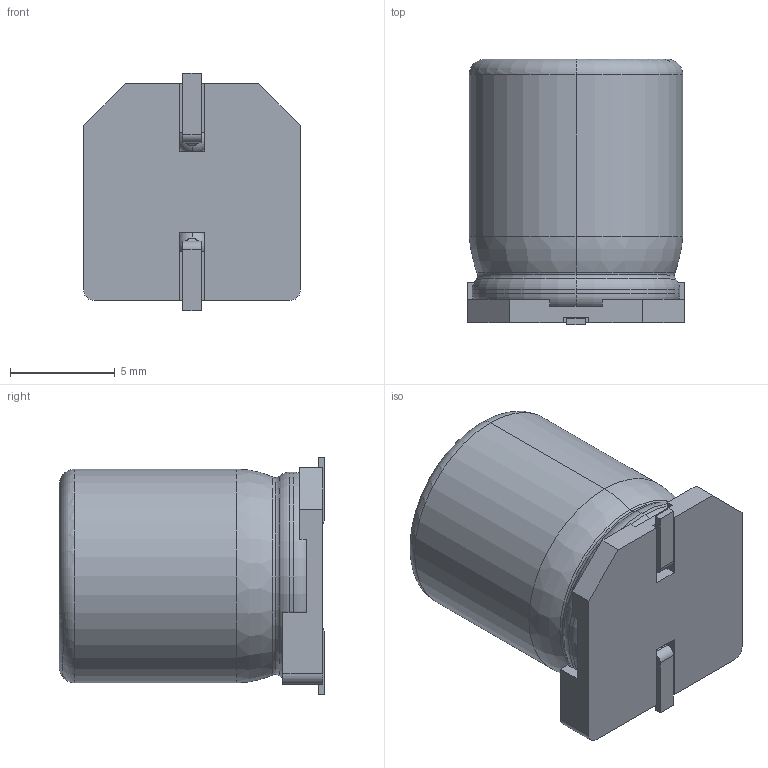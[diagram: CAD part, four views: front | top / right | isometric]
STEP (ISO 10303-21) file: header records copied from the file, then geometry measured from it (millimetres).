
FILE_DESCRIPTION (( 'STEP AP214' ), '1' );
FILE_NAME ('Single Ended SMD Ø10x12.5.STEP', '2020-04-27T14:12:53', ( '' ), ( '' ), 'SwSTEP 2.0', 'SolidWorks 2018', '' );
FILE_SCHEMA (( 'AUTOMOTIVE_DESIGN' ));
Length unit declared in the file: millimetre
Products named in the file (2): Single Ended SMD Ø10x12.5; Single Ended SMD Ø10x10
Assembly tree (1 placements, depth 2):
  Single Ended SMD Ø10x12.5
    Single Ended SMD Ø10x10
Bounding box: 10.35 x 12.67 x 11.34 mm (x, y, z)
Volume: 430 mm3; surface area: 1167.4 mm2
Topology: 1 solids, 2 shells, 124 faces, 326 edges, 203 vertices
Faces by surface type: plane 56, cylinder 36, torus 24, bspline 8
Entity records: 4525 total; most frequent: CARTESIAN_POINT 1030, ORIENTED_EDGE 636, DIRECTION 621, EDGE_CURVE 318, AXIS2_PLACEMENT_3D 235, VERTEX_POINT 203, LINE 151, VECTOR 151
